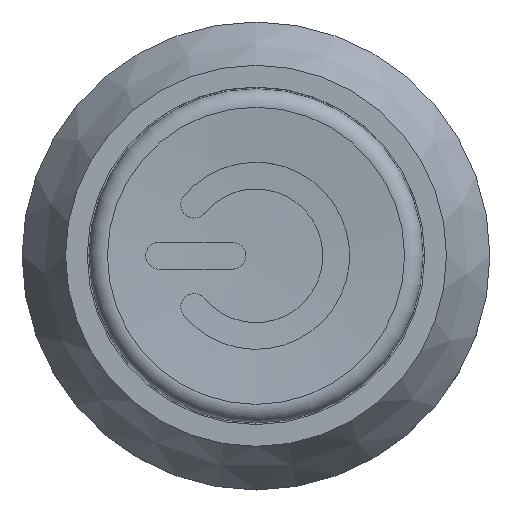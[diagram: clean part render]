
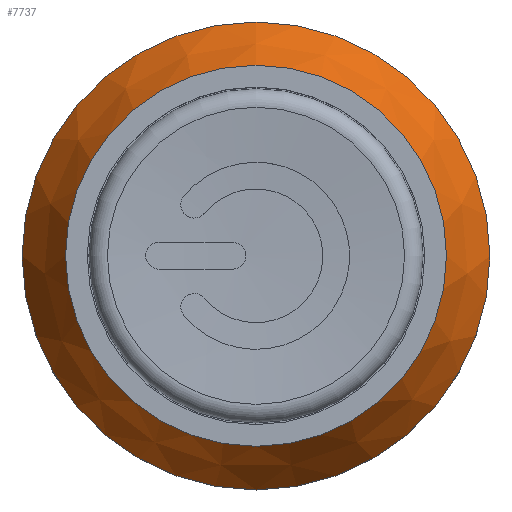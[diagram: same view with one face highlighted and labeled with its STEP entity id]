
A CAD part, top view. The second image highlights one B-rep face of the part: STEP entity #7737.
In plain terms, the highlighted conical face has half-angle 30 degrees and reference radius 6.351 mm.
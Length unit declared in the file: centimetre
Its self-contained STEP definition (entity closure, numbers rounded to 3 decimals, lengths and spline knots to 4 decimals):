
#471=FACE_OUTER_BOUND('',#876,.T.);
#876=EDGE_LOOP('',(#5385,#5386,#5387,#5388));
#1298=LINE('',#10810,#2316);
#2316=VECTOR('',#8705,0.635);
#3334=CIRCLE('',#8157,0.7);
#3335=CIRCLE('',#8158,0.5701);
#3455=VERTEX_POINT('',#10807);
#3456=VERTEX_POINT('',#10809);
#4210=EDGE_CURVE('',#3455,#3455,#3334,.T.);
#4211=EDGE_CURVE('',#3455,#3456,#1298,.T.);
#4212=EDGE_CURVE('',#3456,#3456,#3335,.T.);
#5385=ORIENTED_EDGE('',*,*,#4210,.T.);
#5386=ORIENTED_EDGE('',*,*,#4211,.T.);
#5387=ORIENTED_EDGE('',*,*,#4212,.T.);
#5388=ORIENTED_EDGE('',*,*,#4211,.F.);
#7735=CONICAL_SURFACE('',#8156,0.635,0.524);
#7737=ADVANCED_FACE('',(#471),#7735,.T.);
#8156=AXIS2_PLACEMENT_3D('',#10806,#8701,#8702);
#8157=AXIS2_PLACEMENT_3D('',#10808,#8703,#8704);
#8158=AXIS2_PLACEMENT_3D('',#10811,#8706,#8707);
#8701=DIRECTION('center_axis',(0.,0.,-1.));
#8702=DIRECTION('ref_axis',(0.,-1.,0.));
#8703=DIRECTION('center_axis',(0.,0.,1.));
#8704=DIRECTION('ref_axis',(0.,-1.,0.));
#8705=DIRECTION('',(0.,-0.5,0.866));
#8706=DIRECTION('center_axis',(0.,0.,-1.));
#8707=DIRECTION('ref_axis',(0.,-1.,0.));
#10806=CARTESIAN_POINT('Origin',(0.,0.,0.8475));
#10807=CARTESIAN_POINT('',(0.,0.7,0.735));
#10808=CARTESIAN_POINT('Origin',(0.,0.,0.735));
#10809=CARTESIAN_POINT('',(0.,0.5701,0.96));
#10810=CARTESIAN_POINT('',(0.,0.635,0.8475));
#10811=CARTESIAN_POINT('Origin',(0.,0.,0.96));
